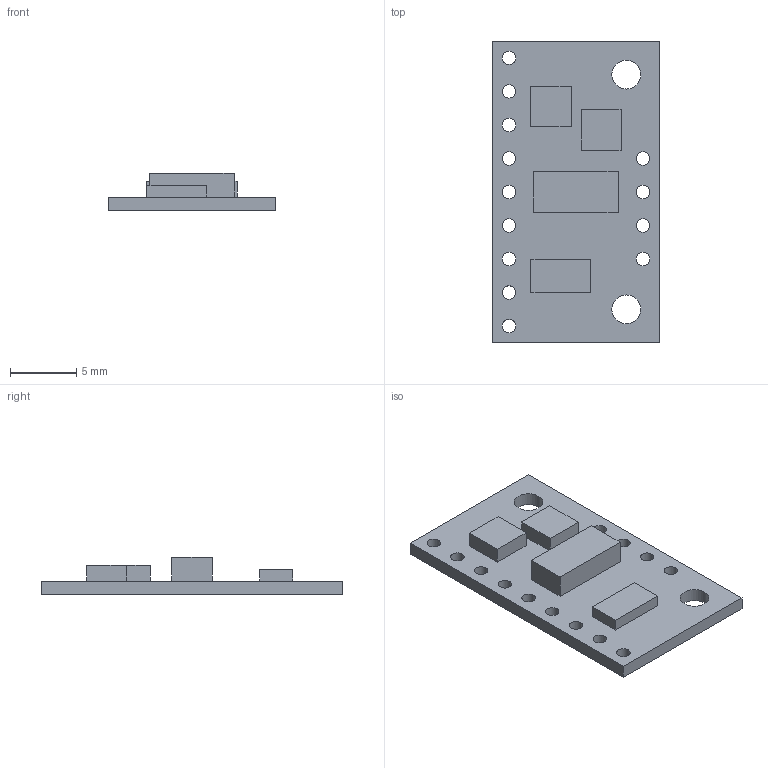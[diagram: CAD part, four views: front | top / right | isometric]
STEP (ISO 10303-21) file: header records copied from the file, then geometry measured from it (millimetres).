
FILE_DESCRIPTION(('FreeCAD Model'),'2;1');
FILE_NAME('Open CASCADE Shape Model','2024-08-23T21:07:31',(''),(''), 'Open CASCADE STEP processor 7.6','FreeCAD','Unknown');
FILE_SCHEMA(('AUTOMOTIVE_DESIGN { 1 0 10303 214 1 1 1 1 }'));
Length unit declared in the file: millimetre
Products named in the file (1): Body
Bounding box: 12.7 x 22.86 x 2.82 mm (x, y, z)
Volume: 344.1 mm3; surface area: 748.6 mm2
Topology: 1 solids, 1 shells, 41 faces, 105 edges, 70 vertices
Faces by surface type: plane 26, cylinder 15
Full cylindrical faces by diameter (mm): 1.016 x13, 2.184 x2
Entity records: 1331 total; most frequent: DIRECTION 219, CARTESIAN_POINT 217, ORIENTED_EDGE 210, EDGE_CURVE 105, FACE_BOUND 75, EDGE_LOOP 75, LINE 75, VECTOR 75
